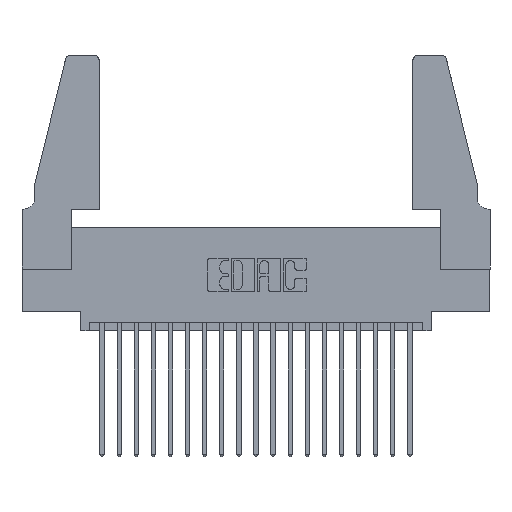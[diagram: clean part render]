
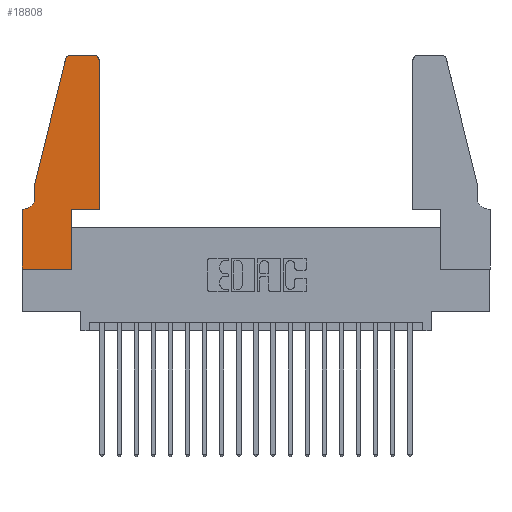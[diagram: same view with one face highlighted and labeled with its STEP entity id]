
A CAD part, top view. The second image highlights one B-rep face of the part: STEP entity #18808.
In plain terms, the highlighted planar face has unit normal (0, 0, 1).
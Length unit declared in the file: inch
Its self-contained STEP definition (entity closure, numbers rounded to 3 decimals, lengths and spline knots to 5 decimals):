
#44 = DIRECTION ( 'NONE',  ( 1., 0., 0. ) ) ;
#57 = CARTESIAN_POINT ( 'NONE',  ( 0.4505, 0.35, 0.37 ) ) ;
#69 = LINE ( 'NONE', #18898, #8101 ) ;
#408 = VERTEX_POINT ( 'NONE', #11061 ) ;
#1237 = ORIENTED_EDGE ( 'NONE', *, *, #12157, .T. ) ;
#1463 = VECTOR ( 'NONE', #2351, 39.37008 ) ;
#1682 = ORIENTED_EDGE ( 'NONE', *, *, #13440, .T. ) ;
#1689 = DIRECTION ( 'NONE',  ( 0., 1., 0. ) ) ;
#1811 = CARTESIAN_POINT ( 'NONE',  ( 0., 0.35, 0.37 ) ) ;
#2026 = VECTOR ( 'NONE', #7859, 39.37008 ) ;
#2074 = ORIENTED_EDGE ( 'NONE', *, *, #18731, .T. ) ;
#2112 = AXIS2_PLACEMENT_3D ( 'NONE', #14901, #5454, #16452 ) ;
#2351 = DIRECTION ( 'NONE',  ( -1., 0., 0. ) ) ;
#2544 = VERTEX_POINT ( 'NONE', #14679 ) ;
#3340 = ORIENTED_EDGE ( 'NONE', *, *, #6939, .T. ) ;
#3398 = DIRECTION ( 'NONE',  ( 1., 0., 0. ) ) ;
#3426 = ORIENTED_EDGE ( 'NONE', *, *, #19958, .T. ) ;
#3818 = FACE_OUTER_BOUND ( 'NONE', #9992, .T. ) ;
#3882 = AXIS2_PLACEMENT_3D ( 'NONE', #1811, #12953, #3398 ) ;
#3967 = CARTESIAN_POINT ( 'NONE',  ( 0.0055, 0.42, 0.37 ) ) ;
#4118 = LINE ( 'NONE', #19419, #19783 ) ;
#4502 = CARTESIAN_POINT ( 'NONE',  ( 0.0755, 0.5, 0.37 ) ) ;
#5033 = AXIS2_PLACEMENT_3D ( 'NONE', #3967, #15045, #5589 ) ;
#5177 = CARTESIAN_POINT ( 'NONE',  ( 0.0755, 0.5, 0.37 ) ) ;
#5179 = DIRECTION ( 'NONE',  ( -1., 0., 0. ) ) ;
#5454 = DIRECTION ( 'NONE',  ( 0., 0., 1. ) ) ;
#5589 = DIRECTION ( 'NONE',  ( -1., 0., 0. ) ) ;
#5725 = LINE ( 'NONE', #11924, #1463 ) ;
#6641 = DIRECTION ( 'NONE',  ( 1., 0., 0. ) ) ;
#6678 = DIRECTION ( 'NONE',  ( 0., 1., 0. ) ) ;
#6939 = EDGE_CURVE ( 'NONE', #16793, #14443, #10811, .T. ) ;
#7210 = CARTESIAN_POINT ( 'NONE',  ( 0.4205, 1.25, 0.37 ) ) ;
#7418 = CARTESIAN_POINT ( 'NONE',  ( 0.284, 1.22, 0.37 ) ) ;
#7470 = VERTEX_POINT ( 'NONE', #17026 ) ;
#7711 = ORIENTED_EDGE ( 'NONE', *, *, #19236, .T. ) ;
#7773 = LINE ( 'NONE', #11490, #11999 ) ;
#7859 = DIRECTION ( 'NONE',  ( 0., -1., 0. ) ) ;
#8051 = ORIENTED_EDGE ( 'NONE', *, *, #16036, .T. ) ;
#8101 = VECTOR ( 'NONE', #44, 39.37008 ) ;
#8594 = DIRECTION ( 'NONE',  ( 0., -1., 0. ) ) ;
#9010 = DIRECTION ( 'NONE',  ( 1., 0., 0. ) ) ;
#9992 = EDGE_LOOP ( 'NONE', ( #19511, #14730, #7711, #3426, #1682, #1237, #14633, #12493, #12416, #2074, #3340, #8051 ) ) ;
#10158 = VERTEX_POINT ( 'NONE', #14435 ) ;
#10304 = VECTOR ( 'NONE', #1689, 39.37008 ) ;
#10709 = VERTEX_POINT ( 'NONE', #20209 ) ;
#10811 = LINE ( 'NONE', #57, #10304 ) ;
#10813 = CARTESIAN_POINT ( 'NONE',  ( 0.284, 1.25, 0.37 ) ) ;
#10914 = VECTOR ( 'NONE', #6641, 39.37008 ) ;
#11061 = CARTESIAN_POINT ( 'NONE',  ( 0.0055, 0.35, 0.37 ) ) ;
#11283 = VECTOR ( 'NONE', #5179, 39.37008 ) ;
#11330 = VECTOR ( 'NONE', #13996, 39.37008 ) ;
#11353 = CARTESIAN_POINT ( 'NONE',  ( 0.2865, 0., 0.37 ) ) ;
#11356 = EDGE_CURVE ( 'NONE', #20323, #10158, #7773, .T. ) ;
#11396 = PLANE ( 'NONE',  #3882 ) ;
#11431 = CIRCLE ( 'NONE', #5033, 0.07 ) ;
#11490 = CARTESIAN_POINT ( 'NONE',  ( 0.2865, 0.35, 0.37 ) ) ;
#11924 = CARTESIAN_POINT ( 'NONE',  ( 0.0755, 0.35, 0.37 ) ) ;
#11999 = VECTOR ( 'NONE', #6678, 39.37008 ) ;
#12157 = EDGE_CURVE ( 'NONE', #408, #10709, #5725, .T. ) ;
#12389 = VERTEX_POINT ( 'NONE', #10813 ) ;
#12416 = ORIENTED_EDGE ( 'NONE', *, *, #11356, .T. ) ;
#12493 = ORIENTED_EDGE ( 'NONE', *, *, #16503, .T. ) ;
#12630 = CARTESIAN_POINT ( 'NONE',  ( 0.0755, 0.5, 0.37 ) ) ;
#12635 = CIRCLE ( 'NONE', #12801, 0.03 ) ;
#12801 = AXIS2_PLACEMENT_3D ( 'NONE', #7418, #18298, #9010 ) ;
#12953 = DIRECTION ( 'NONE',  ( 0., 0., 1. ) ) ;
#13111 = CARTESIAN_POINT ( 'NONE',  ( 0.2605, 1.25, 0.37 ) ) ;
#13440 = EDGE_CURVE ( 'NONE', #14581, #408, #11431, .T. ) ;
#13459 = VERTEX_POINT ( 'NONE', #7210 ) ;
#13996 = DIRECTION ( 'NONE',  ( -0.239, -0.971, 0. ) ) ;
#14076 = EDGE_CURVE ( 'NONE', #10709, #2544, #4118, .T. ) ;
#14275 = CARTESIAN_POINT ( 'NONE',  ( 0.0755, 0.42, 0.37 ) ) ;
#14435 = CARTESIAN_POINT ( 'NONE',  ( 0.2865, 0.35, 0.37 ) ) ;
#14443 = VERTEX_POINT ( 'NONE', #15478 ) ;
#14552 = LINE ( 'NONE', #16026, #10914 ) ;
#14581 = VERTEX_POINT ( 'NONE', #14275 ) ;
#14633 = ORIENTED_EDGE ( 'NONE', *, *, #14076, .T. ) ;
#14679 = CARTESIAN_POINT ( 'NONE',  ( 0., 0., 0.37 ) ) ;
#14730 = ORIENTED_EDGE ( 'NONE', *, *, #16177, .T. ) ;
#14899 = LINE ( 'NONE', #13111, #11283 ) ;
#14901 = CARTESIAN_POINT ( 'NONE',  ( 0.4205, 1.22, 0.37 ) ) ;
#15045 = DIRECTION ( 'NONE',  ( 0., 0., -1. ) ) ;
#15052 = CIRCLE ( 'NONE', #2112, 0.03 ) ;
#15478 = CARTESIAN_POINT ( 'NONE',  ( 0.4505, 1.22, 0.37 ) ) ;
#15939 = VERTEX_POINT ( 'NONE', #5177 ) ;
#16026 = CARTESIAN_POINT ( 'NONE',  ( 0., 0., 0.37 ) ) ;
#16036 = EDGE_CURVE ( 'NONE', #14443, #13459, #15052, .T. ) ;
#16177 = EDGE_CURVE ( 'NONE', #12389, #7470, #12635, .T. ) ;
#16452 = DIRECTION ( 'NONE',  ( 1., 0., 0. ) ) ;
#16503 = EDGE_CURVE ( 'NONE', #2544, #20323, #14552, .T. ) ;
#16687 = CARTESIAN_POINT ( 'NONE',  ( 0.4505, 0.35, 0.37 ) ) ;
#16793 = VERTEX_POINT ( 'NONE', #16687 ) ;
#17026 = CARTESIAN_POINT ( 'NONE',  ( 0.25487, 1.22718, 0.37 ) ) ;
#18298 = DIRECTION ( 'NONE',  ( 0., 0., 1. ) ) ;
#18731 = EDGE_CURVE ( 'NONE', #10158, #16793, #69, .T. ) ;
#18808 = ADVANCED_FACE ( 'NONE', ( #3818 ), #11396, .T. ) ;
#18898 = CARTESIAN_POINT ( 'NONE',  ( 0.4505, 0.35, 0.37 ) ) ;
#19206 = LINE ( 'NONE', #12630, #2026 ) ;
#19236 = EDGE_CURVE ( 'NONE', #7470, #15939, #19477, .T. ) ;
#19419 = CARTESIAN_POINT ( 'NONE',  ( 0., 0., 0.37 ) ) ;
#19477 = LINE ( 'NONE', #4502, #11330 ) ;
#19511 = ORIENTED_EDGE ( 'NONE', *, *, #20154, .T. ) ;
#19783 = VECTOR ( 'NONE', #8594, 39.37008 ) ;
#19958 = EDGE_CURVE ( 'NONE', #15939, #14581, #19206, .T. ) ;
#20154 = EDGE_CURVE ( 'NONE', #13459, #12389, #14899, .T. ) ;
#20209 = CARTESIAN_POINT ( 'NONE',  ( 0., 0.35, 0.37 ) ) ;
#20323 = VERTEX_POINT ( 'NONE', #11353 ) ;
